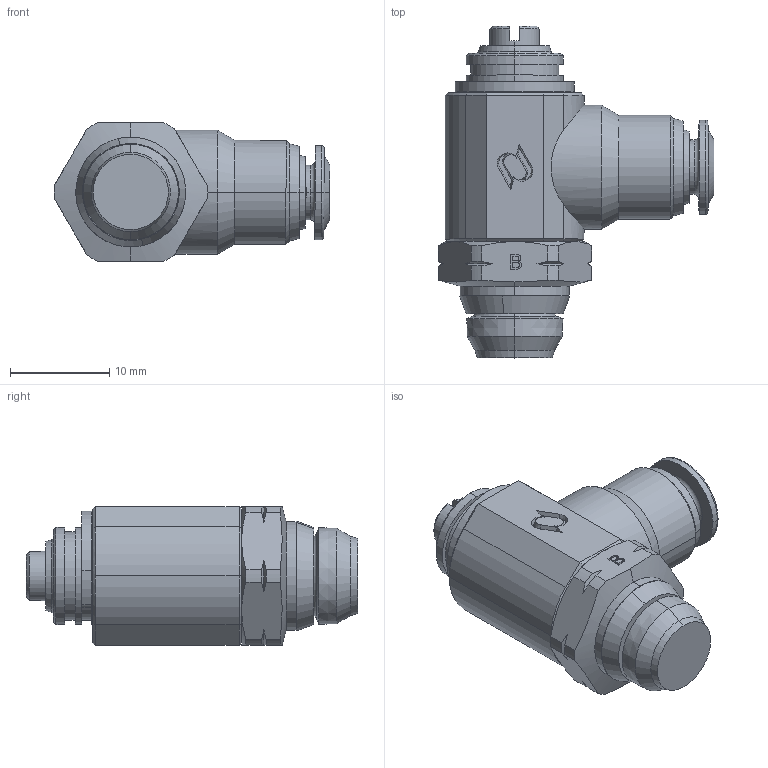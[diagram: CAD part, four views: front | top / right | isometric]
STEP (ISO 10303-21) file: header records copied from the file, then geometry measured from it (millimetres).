
FILE_DESCRIPTION (( 'STEP AP214' ), '1' );
FILE_NAME ('5792000003A.step', '2012-10-22T17:41:35', ( '' ), ( '' ), 'SwSTEP 2.0', 'SolidWorks 2012', '' );
FILE_SCHEMA (( 'AUTOMOTIVE_DESIGN' ));
Length unit declared in the file: millimetre
Products named in the file (1): 5792000003A
Bounding box: 27.86 x 33.5 x 14.02 mm (x, y, z)
Volume: 5167.5 mm3; surface area: 2314.6 mm2
Topology: 1 solids, 1 shells, 219 faces, 534 edges, 337 vertices
Faces by surface type: plane 90, cone 64, cylinder 47, bspline 10, torus 8
Entity records: 8405 total; most frequent: CARTESIAN_POINT 1907, DIRECTION 1079, ORIENTED_EDGE 1068, EDGE_CURVE 534, AXIS2_PLACEMENT_3D 413, VERTEX_POINT 337, VECTOR 253, LINE 253
